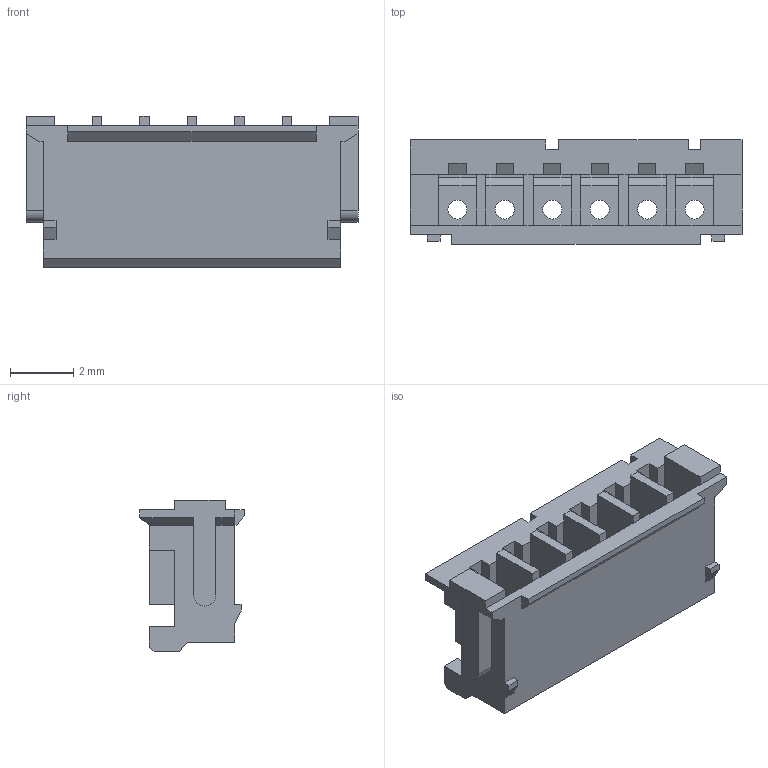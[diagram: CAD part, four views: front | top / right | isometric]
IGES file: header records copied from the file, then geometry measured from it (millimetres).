
Start section:  PTC IGES file: js-1173-06.igs
Global section: file name: js-1173-06.igs; native system: Pro/ENGINEER by Parametric Technology Corporation; preprocessor: 2009280; author: csrd01; organization: Unknown; date: 20170426.091455; units: millimetre
Bounding box: 10.5 x 3.3 x 4.8 mm (x, y, z)
Surface area: 340.6 mm2 (no closed solid volume)
Topology: 0 solids, 0 shells, 216 faces, 1246 edges, 1246 vertices
Faces by surface type: bspline 202, revolution 14
